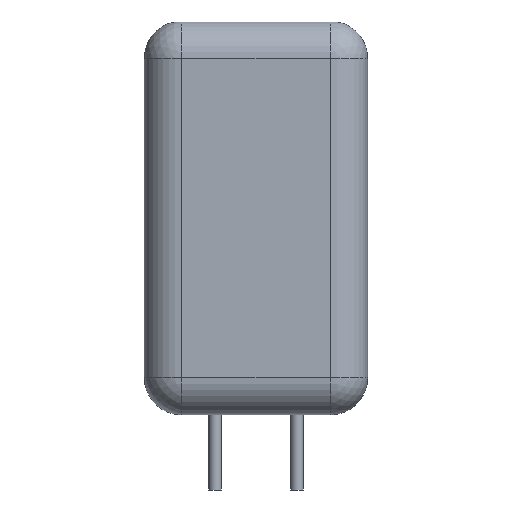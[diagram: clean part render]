
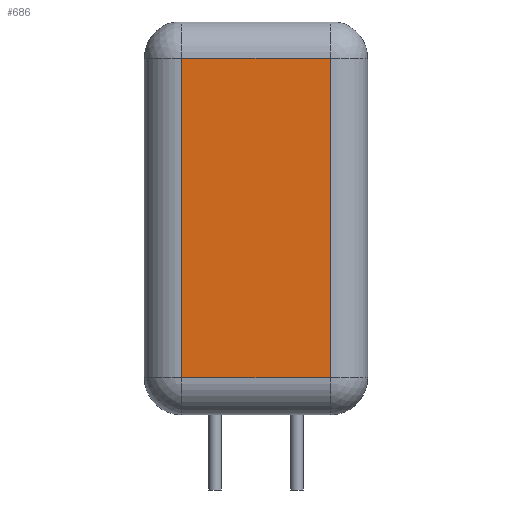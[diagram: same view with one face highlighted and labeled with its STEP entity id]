
A CAD part, front view. The second image highlights one B-rep face of the part: STEP entity #686.
In plain terms, the highlighted planar face has unit normal (0, -1, 0).
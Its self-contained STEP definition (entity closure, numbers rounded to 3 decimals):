
#104=PLANE('',#774);
#126=FACE_OUTER_BOUND('',#174,.T.);
#174=EDGE_LOOP('',(#511,#512,#513,#514));
#213=LINE('',#1089,#247);
#219=LINE('',#1108,#253);
#220=LINE('',#1112,#254);
#221=LINE('',#1113,#255);
#247=VECTOR('',#887,10.);
#253=VECTOR('',#911,10.);
#254=VECTOR('',#916,10.);
#255=VECTOR('',#917,10.);
#327=VERTEX_POINT('',#1086);
#328=VERTEX_POINT('',#1088);
#332=VERTEX_POINT('',#1107);
#333=VERTEX_POINT('',#1111);
#386=EDGE_CURVE('',#327,#328,#213,.T.);
#396=EDGE_CURVE('',#328,#332,#219,.T.);
#398=EDGE_CURVE('',#333,#327,#220,.T.);
#399=EDGE_CURVE('',#332,#333,#221,.T.);
#511=ORIENTED_EDGE('',*,*,#386,.F.);
#512=ORIENTED_EDGE('',*,*,#398,.F.);
#513=ORIENTED_EDGE('',*,*,#399,.F.);
#514=ORIENTED_EDGE('',*,*,#396,.F.);
#686=ADVANCED_FACE('',(#126),#104,.T.);
#774=AXIS2_PLACEMENT_3D('',#1110,#914,#915);
#887=DIRECTION('',(-1.,0.,0.));
#911=DIRECTION('',(0.,0.,1.));
#914=DIRECTION('center_axis',(0.,-1.,0.));
#915=DIRECTION('ref_axis',(0.,0.,1.));
#916=DIRECTION('',(0.,0.,-1.));
#917=DIRECTION('',(1.,0.,0.));
#1086=CARTESIAN_POINT('',(7.756,-5.004,2.5));
#1088=CARTESIAN_POINT('',(-2.256,-5.004,2.5));
#1089=CARTESIAN_POINT('',(-4.756,-5.004,2.5));
#1107=CARTESIAN_POINT('',(-2.256,-5.004,23.992));
#1108=CARTESIAN_POINT('',(-2.256,-5.004,0.));
#1110=CARTESIAN_POINT('Origin',(-4.756,-5.004,0.));
#1111=CARTESIAN_POINT('',(7.756,-5.004,23.992));
#1112=CARTESIAN_POINT('',(7.756,-5.004,0.));
#1113=CARTESIAN_POINT('',(-4.756,-5.004,23.992));
